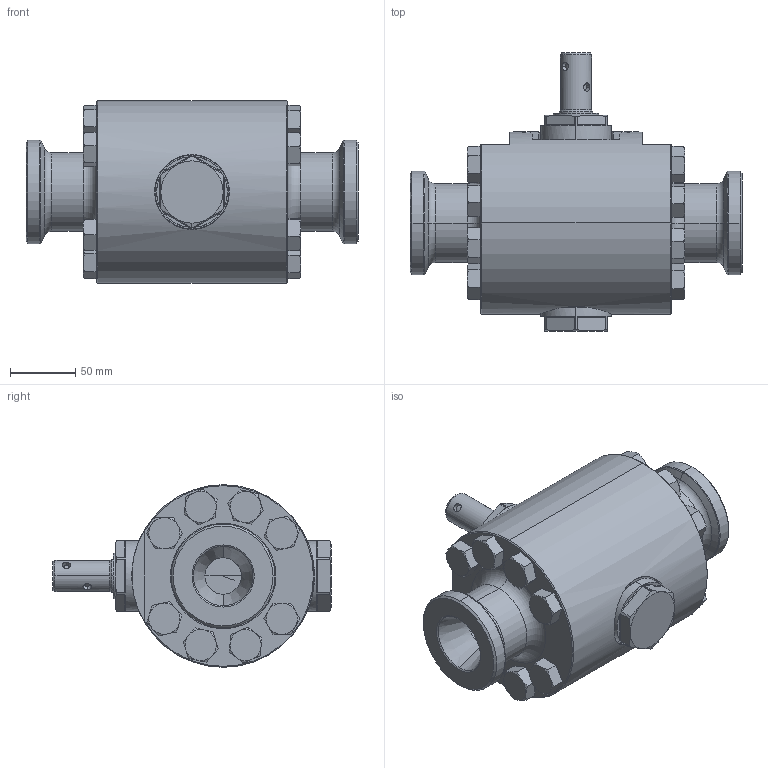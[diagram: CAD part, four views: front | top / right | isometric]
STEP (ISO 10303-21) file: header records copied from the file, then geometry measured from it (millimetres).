
FILE_DESCRIPTION (( 'STEP AP214' ), '1' );
FILE_NAME ('090010024 1_SIMPLE.STEP', '2015-08-05T22:58:06', ( '' ), ( '' ), 'SwSTEP 2.0', 'SolidWorks 2015', '' );
FILE_SCHEMA (( 'AUTOMOTIVE_DESIGN' ));
Length unit declared in the file: inch
Products named in the file (1): 090010024  1_SIMPLE
Bounding box: 254 x 212.72 x 139.7 mm (x, y, z)
Volume: 2643380 mm3; surface area: 181772.3 mm2
Topology: 1 solids, 33 shells, 889 faces, 2027 edges, 1221 vertices
Faces by surface type: cone 340, plane 301, cylinder 197, torus 50, bspline 1
Entity records: 39836 total; most frequent: CARTESIAN_POINT 9977, ORIENTED_EDGE 4046, DIRECTION 4004, EDGE_CURVE 2023, AXIS2_PLACEMENT_3D 1685, VERTEX_POINT 1221, EDGE_LOOP 942, FACE_OUTER_BOUND 889
